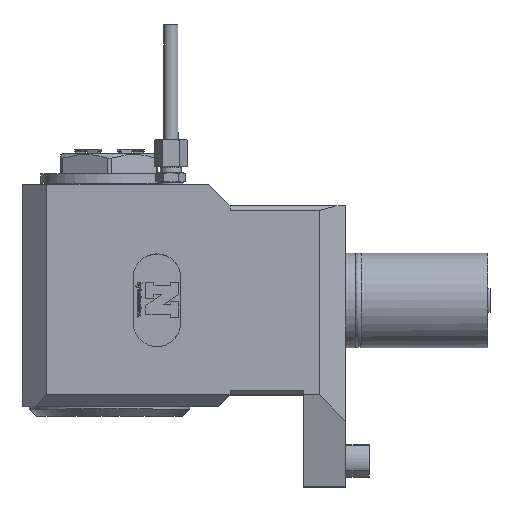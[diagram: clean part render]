
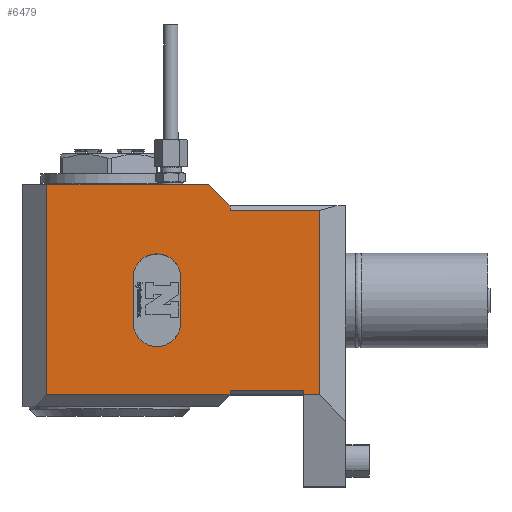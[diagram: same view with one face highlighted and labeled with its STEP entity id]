
A CAD part, top view. The second image highlights one B-rep face of the part: STEP entity #6479.
In plain terms, the highlighted planar face has unit normal (0, 0, 1).
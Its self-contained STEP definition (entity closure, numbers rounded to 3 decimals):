
#314=LINE('',#9695,#870);
#320=LINE('',#9716,#876);
#324=LINE('',#9724,#880);
#333=LINE('',#9743,#889);
#355=LINE('',#9792,#911);
#356=LINE('',#9794,#912);
#357=LINE('',#9796,#913);
#358=LINE('',#9798,#914);
#359=LINE('',#9800,#915);
#360=LINE('',#9802,#916);
#361=LINE('',#9804,#917);
#362=LINE('',#9805,#918);
#363=LINE('',#9810,#919);
#870=VECTOR('',#7678,1000.);
#876=VECTOR('',#7700,1000.);
#880=VECTOR('',#7706,1000.);
#889=VECTOR('',#7721,1000.);
#911=VECTOR('',#7761,1000.);
#912=VECTOR('',#7764,1000.);
#913=VECTOR('',#7765,1000.);
#914=VECTOR('',#7766,1000.);
#915=VECTOR('',#7767,1000.);
#916=VECTOR('',#7768,1000.);
#917=VECTOR('',#7769,1000.);
#918=VECTOR('',#7770,1000.);
#919=VECTOR('',#7773,1000.);
#1406=PLANE('',#6926);
#1901=ORIENTED_EDGE('',*,*,#3669,.T.);
#1902=ORIENTED_EDGE('',*,*,#3695,.F.);
#1903=ORIENTED_EDGE('',*,*,#3696,.T.);
#1904=ORIENTED_EDGE('',*,*,#3697,.T.);
#1905=ORIENTED_EDGE('',*,*,#3698,.T.);
#1906=ORIENTED_EDGE('',*,*,#3699,.T.);
#1907=ORIENTED_EDGE('',*,*,#3700,.F.);
#1908=ORIENTED_EDGE('',*,*,#3694,.T.);
#1909=ORIENTED_EDGE('',*,*,#3647,.T.);
#1910=ORIENTED_EDGE('',*,*,#3656,.T.);
#1911=ORIENTED_EDGE('',*,*,#3660,.T.);
#1912=ORIENTED_EDGE('',*,*,#3701,.F.);
#1913=ORIENTED_EDGE('',*,*,#3702,.F.);
#1914=ORIENTED_EDGE('',*,*,#3703,.F.);
#1915=ORIENTED_EDGE('',*,*,#3704,.F.);
#3647=EDGE_CURVE('',#4573,#4578,#314,.T.);
#3656=EDGE_CURVE('',#4578,#4585,#320,.T.);
#3660=EDGE_CURVE('',#4585,#4588,#324,.T.);
#3669=EDGE_CURVE('',#4588,#4594,#333,.T.);
#3694=EDGE_CURVE('',#4613,#4573,#355,.T.);
#3695=EDGE_CURVE('',#4614,#4594,#356,.T.);
#3696=EDGE_CURVE('',#4614,#4615,#357,.T.);
#3697=EDGE_CURVE('',#4615,#4616,#358,.F.);
#3698=EDGE_CURVE('',#4616,#4617,#359,.T.);
#3699=EDGE_CURVE('',#4617,#4618,#360,.T.);
#3700=EDGE_CURVE('',#4613,#4618,#361,.T.);
#3701=EDGE_CURVE('',#4619,#4620,#362,.T.);
#3702=EDGE_CURVE('',#4621,#4619,#5171,.T.);
#3703=EDGE_CURVE('',#4622,#4621,#363,.T.);
#3704=EDGE_CURVE('',#4620,#4622,#5172,.T.);
#4573=VERTEX_POINT('',#9684);
#4578=VERTEX_POINT('',#9694);
#4585=VERTEX_POINT('',#9715);
#4588=VERTEX_POINT('',#9723);
#4594=VERTEX_POINT('',#9741);
#4613=VERTEX_POINT('',#9790);
#4614=VERTEX_POINT('',#9795);
#4615=VERTEX_POINT('',#9797);
#4616=VERTEX_POINT('',#9799);
#4617=VERTEX_POINT('',#9801);
#4618=VERTEX_POINT('',#9803);
#4619=VERTEX_POINT('',#9806);
#4620=VERTEX_POINT('',#9807);
#4621=VERTEX_POINT('',#9809);
#4622=VERTEX_POINT('',#9811);
#5171=CIRCLE('',#6927,10.1);
#5172=CIRCLE('',#6928,10.1);
#5435=EDGE_LOOP('',(#1901,#1902,#1903,#1904,#1905,#1906,#1907,#1908,#1909,
#1910,#1911));
#5436=EDGE_LOOP('',(#1912,#1913,#1914,#1915));
#5901=FACE_BOUND('',#5435,.T.);
#5902=FACE_BOUND('',#5436,.T.);
#6479=ADVANCED_FACE('',(#5901,#5902),#1406,.F.);
#6926=AXIS2_PLACEMENT_3D('',#9793,#7762,#7763);
#6927=AXIS2_PLACEMENT_3D('',#9808,#7771,#7772);
#6928=AXIS2_PLACEMENT_3D('',#9812,#7774,#7775);
#7678=DIRECTION('',(0.,-1.,0.));
#7700=DIRECTION('',(1.,0.,0.));
#7706=DIRECTION('',(0.,1.,0.));
#7721=DIRECTION('',(-1.,0.,0.));
#7761=DIRECTION('',(1.,0.,0.));
#7762=DIRECTION('',(0.,0.,-1.));
#7763=DIRECTION('',(-1.,0.,0.));
#7764=DIRECTION('',(0.,-1.,0.));
#7765=DIRECTION('',(-0.707,0.707,0.));
#7766=DIRECTION('',(1.,0.,0.));
#7767=DIRECTION('',(0.,-1.,0.));
#7768=DIRECTION('',(1.,0.,0.));
#7769=DIRECTION('',(0.,-1.,0.));
#7770=DIRECTION('',(0.,-1.,0.));
#7771=DIRECTION('',(0.,0.,1.));
#7772=DIRECTION('',(0.,-1.,0.));
#7773=DIRECTION('',(0.,1.,0.));
#7774=DIRECTION('',(0.,0.,1.));
#7775=DIRECTION('',(0.,1.,0.));
#9684=CARTESIAN_POINT('',(-18.,-38.,40.));
#9694=CARTESIAN_POINT('',(-18.,-40.,40.));
#9695=CARTESIAN_POINT('',(-18.,-40.,40.));
#9715=CARTESIAN_POINT('',(-11.196,-40.,40.));
#9716=CARTESIAN_POINT('',(-49.,-40.,40.));
#9723=CARTESIAN_POINT('',(-11.196,38.,40.));
#9724=CARTESIAN_POINT('',(-11.196,-140.117,40.));
#9741=CARTESIAN_POINT('',(-49.,38.,40.));
#9743=CARTESIAN_POINT('',(-49.,38.,40.));
#9790=CARTESIAN_POINT('',(-49.,-38.,40.));
#9792=CARTESIAN_POINT('',(-18.,-38.,40.));
#9793=CARTESIAN_POINT('',(-49.,-40.,40.));
#9794=CARTESIAN_POINT('',(-49.,49.,40.));
#9795=CARTESIAN_POINT('',(-49.,40.,40.));
#9796=CARTESIAN_POINT('',(-97.5,88.5,40.));
#9797=CARTESIAN_POINT('',(-58.,49.,40.));
#9798=CARTESIAN_POINT('',(-137.,49.,40.));
#9799=CARTESIAN_POINT('',(-126.5,49.,40.));
#9800=CARTESIAN_POINT('',(-126.5,49.,40.));
#9801=CARTESIAN_POINT('',(-126.5,-40.,40.));
#9802=CARTESIAN_POINT('',(-137.,-40.,40.));
#9803=CARTESIAN_POINT('',(-49.,-40.,40.));
#9804=CARTESIAN_POINT('',(-49.,49.,40.));
#9805=CARTESIAN_POINT('',(-90.,-9.5,40.));
#9806=CARTESIAN_POINT('',(-90.,9.5,40.));
#9807=CARTESIAN_POINT('',(-90.,-9.5,40.));
#9808=CARTESIAN_POINT('',(-79.9,9.5,40.));
#9809=CARTESIAN_POINT('',(-69.8,9.5,40.));
#9810=CARTESIAN_POINT('',(-69.8,-9.5,40.));
#9811=CARTESIAN_POINT('',(-69.8,-9.5,40.));
#9812=CARTESIAN_POINT('',(-79.9,-9.5,40.));
